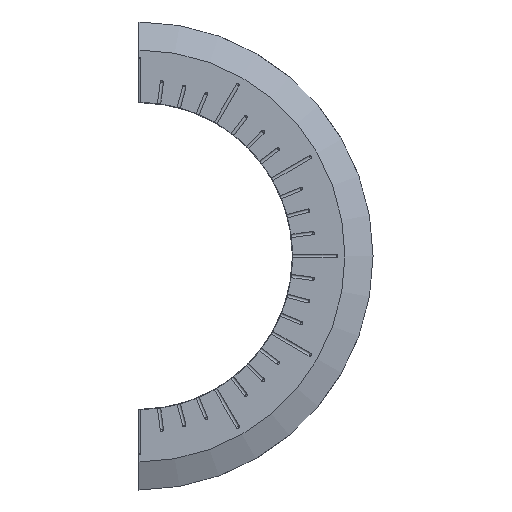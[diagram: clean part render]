
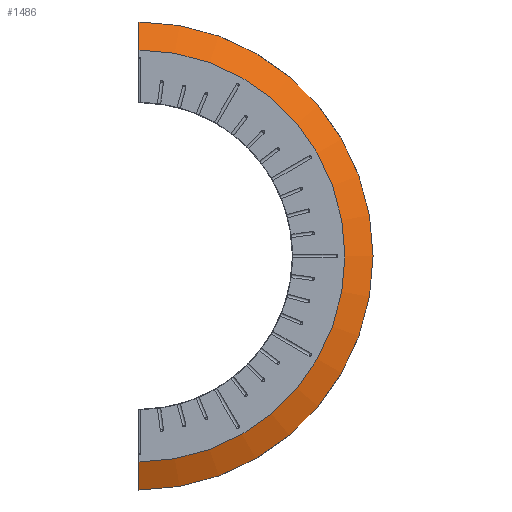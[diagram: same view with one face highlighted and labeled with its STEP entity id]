
A CAD part, top view. The second image highlights one B-rep face of the part: STEP entity #1486.
In plain terms, the highlighted conical face has half-angle 66.259 degrees and reference radius 214.884 mm.
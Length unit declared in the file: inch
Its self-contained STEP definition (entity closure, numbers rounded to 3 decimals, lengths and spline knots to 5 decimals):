
#121=LINE('',#2238,#208);
#122=LINE('',#2241,#209);
#208=VECTOR('',#1773,1.16679);
#209=VECTOR('',#1776,1.16679);
#295=CONICAL_SURFACE('',#1575,8.46,66.259);
#297=FACE_OUTER_BOUND('',#380,.T.);
#380=EDGE_LOOP('',(#1002,#1003,#1004,#1005));
#463=CIRCLE('',#1572,8.98805);
#466=CIRCLE('',#1576,7.92);
#594=VERTEX_POINT('',#2229);
#595=VERTEX_POINT('',#2231);
#597=VERTEX_POINT('',#2237);
#598=VERTEX_POINT('',#2239);
#756=EDGE_CURVE('',#594,#595,#463,.T.);
#759=EDGE_CURVE('',#594,#597,#121,.T.);
#760=EDGE_CURVE('',#597,#598,#466,.T.);
#761=EDGE_CURVE('',#598,#595,#122,.T.);
#1002=ORIENTED_EDGE('',*,*,#756,.F.);
#1003=ORIENTED_EDGE('',*,*,#759,.T.);
#1004=ORIENTED_EDGE('',*,*,#760,.T.);
#1005=ORIENTED_EDGE('',*,*,#761,.T.);
#1486=ADVANCED_FACE('',(#297),#295,.T.);
#1572=AXIS2_PLACEMENT_3D('',#2232,#1765,#1766);
#1575=AXIS2_PLACEMENT_3D('',#2236,#1771,#1772);
#1576=AXIS2_PLACEMENT_3D('',#2240,#1774,#1775);
#1765=DIRECTION('center_axis',(0.,0.,-1.));
#1766=DIRECTION('ref_axis',(1.,0.,0.));
#1771=DIRECTION('center_axis',(0.,0.,-1.));
#1772=DIRECTION('ref_axis',(0.,1.,0.));
#1773=DIRECTION('',(0.,-0.915,0.403));
#1774=DIRECTION('center_axis',(0.,0.,-1.));
#1775=DIRECTION('ref_axis',(0.,1.,0.));
#1776=DIRECTION('',(0.,-0.915,-0.403));
#2229=CARTESIAN_POINT('',(0.,8.98805,0.03025));
#2231=CARTESIAN_POINT('',(0.,-8.98805,0.03025));
#2232=CARTESIAN_POINT('Origin',(0.,0.,0.03025));
#2236=CARTESIAN_POINT('Origin',(0.,0.,0.2625));
#2237=CARTESIAN_POINT('',(0.,7.92,0.5));
#2238=CARTESIAN_POINT('',(0.,8.46,0.2625));
#2239=CARTESIAN_POINT('',(0.,-7.92,0.5));
#2240=CARTESIAN_POINT('Origin',(0.,0.,0.5));
#2241=CARTESIAN_POINT('',(0.,-8.46,0.2625));
